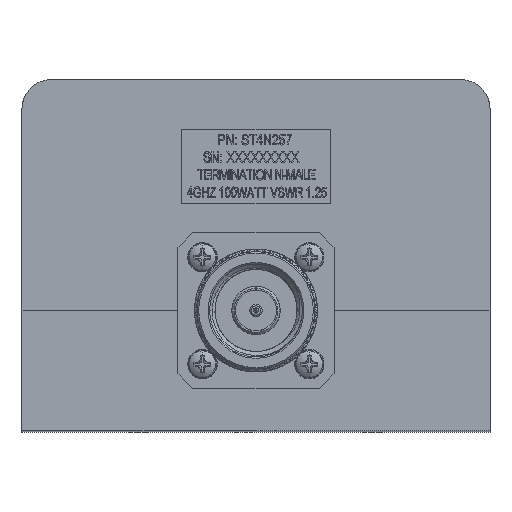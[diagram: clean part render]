
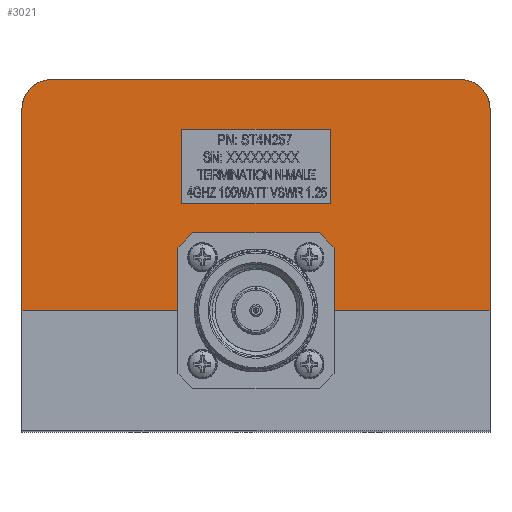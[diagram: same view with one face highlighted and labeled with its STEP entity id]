
A CAD part, top view. The second image highlights one B-rep face of the part: STEP entity #3021.
In plain terms, the highlighted planar face has unit normal (0, 0, 1).
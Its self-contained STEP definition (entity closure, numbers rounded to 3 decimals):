
#3021 = ADVANCED_FACE ( 'NONE', ( #105760, #21076 ), #155374, .F. ) ;
#3530 = CARTESIAN_POINT ( 'NONE',  ( -40., 34.5, -6.462 ) ) ;
#7188 = VERTEX_POINT ( 'NONE', #113651 ) ;
#7888 = VERTEX_POINT ( 'NONE', #99880 ) ;
#9654 = ORIENTED_EDGE ( 'NONE', *, *, #16487, .F. ) ;
#9874 = VECTOR ( 'NONE', #52922, 1000. ) ;
#10758 = EDGE_CURVE ( 'NONE', #132676, #86047, #92287, .T. ) ;
#13594 = ORIENTED_EDGE ( 'NONE', *, *, #30267, .F. ) ;
#14035 = ORIENTED_EDGE ( 'NONE', *, *, #40235, .F. ) ;
#14748 = EDGE_CURVE ( 'NONE', #18281, #28580, #48857, .T. ) ;
#16487 = EDGE_CURVE ( 'NONE', #86047, #7888, #113977, .T. ) ;
#16657 = DIRECTION ( 'NONE',  ( 0., 0., 1. ) ) ;
#16676 = CARTESIAN_POINT ( 'NONE',  ( 12.7, 31.035, -6.462 ) ) ;
#18198 = CARTESIAN_POINT ( 'NONE',  ( 10.795, 13.335, -6.462 ) ) ;
#18281 = VERTEX_POINT ( 'NONE', #117131 ) ;
#19250 = VERTEX_POINT ( 'NONE', #157747 ) ;
#19837 = AXIS2_PLACEMENT_3D ( 'NONE', #130602, #16657, #115980 ) ;
#20975 = VECTOR ( 'NONE', #124676, 1000. ) ;
#21076 = FACE_BOUND ( 'NONE', #116137, .T. ) ;
#22954 = DIRECTION ( 'NONE',  ( 0., 1., 0. ) ) ;
#24211 = VERTEX_POINT ( 'NONE', #16676 ) ;
#26083 = DIRECTION ( 'NONE',  ( -1., 0., 0. ) ) ;
#28013 = DIRECTION ( 'NONE',  ( -1., 0., 0. ) ) ;
#28580 = VERTEX_POINT ( 'NONE', #3530 ) ;
#29452 = EDGE_CURVE ( 'NONE', #19250, #80372, #53960, .T. ) ;
#30267 = EDGE_CURVE ( 'NONE', #129186, #42851, #109407, .T. ) ;
#30880 = DIRECTION ( 'NONE',  ( 1., 0., 0. ) ) ;
#33789 = CARTESIAN_POINT ( 'NONE',  ( 40., 39.5, -6.462 ) ) ;
#36414 = VECTOR ( 'NONE', #37747, 1000. ) ;
#37011 = EDGE_LOOP ( 'NONE', ( #53895, #114798, #140759, #93214, #59057, #72604, #9654, #57514, #14035, #141230, #79527, #143970 ) ) ;
#37747 = DIRECTION ( 'NONE',  ( 1., 0., 0. ) ) ;
#40084 = VECTOR ( 'NONE', #26083, 1000. ) ;
#40235 = EDGE_CURVE ( 'NONE', #149912, #132676, #109249, .T. ) ;
#42329 = VECTOR ( 'NONE', #91527, 1000. ) ;
#42851 = VERTEX_POINT ( 'NONE', #69534 ) ;
#43416 = VERTEX_POINT ( 'NONE', #141251 ) ;
#43947 = DIRECTION ( 'NONE',  ( -1., 0., 0. ) ) ;
#48857 = CIRCLE ( 'NONE', #66929, 5. ) ;
#49993 = EDGE_CURVE ( 'NONE', #7188, #80372, #155356, .T. ) ;
#50413 = LINE ( 'NONE', #64194, #78095 ) ;
#52781 = CARTESIAN_POINT ( 'NONE',  ( 40., 0., -6.462 ) ) ;
#52922 = DIRECTION ( 'NONE',  ( -1., 0., 0. ) ) ;
#53895 = ORIENTED_EDGE ( 'NONE', *, *, #89686, .F. ) ;
#53960 = LINE ( 'NONE', #59541, #122362 ) ;
#54973 = CARTESIAN_POINT ( 'NONE',  ( -13.335, 0., -6.462 ) ) ;
#55048 = LINE ( 'NONE', #104698, #104581 ) ;
#56732 = CARTESIAN_POINT ( 'NONE',  ( 13.335, 10.795, -6.462 ) ) ;
#57514 = ORIENTED_EDGE ( 'NONE', *, *, #10758, .F. ) ;
#58117 = CARTESIAN_POINT ( 'NONE',  ( 13.335, 0., -6.462 ) ) ;
#58171 = LINE ( 'NONE', #33789, #140338 ) ;
#58653 = EDGE_CURVE ( 'NONE', #24211, #61647, #87949, .T. ) ;
#59057 = ORIENTED_EDGE ( 'NONE', *, *, #29452, .F. ) ;
#59541 = CARTESIAN_POINT ( 'NONE',  ( -13.335, 10.795, -6.462 ) ) ;
#61647 = VERTEX_POINT ( 'NONE', #116897 ) ;
#63051 = CARTESIAN_POINT ( 'NONE',  ( -12.7, 18.335, -6.462 ) ) ;
#64194 = CARTESIAN_POINT ( 'NONE',  ( -40., 39.5, -6.462 ) ) ;
#66288 = CARTESIAN_POINT ( 'NONE',  ( 40., 39.5, -6.462 ) ) ;
#66929 = AXIS2_PLACEMENT_3D ( 'NONE', #89867, #139542, #28013 ) ;
#67557 = CARTESIAN_POINT ( 'NONE',  ( 12.7, 31.035, -6.462 ) ) ;
#68949 = EDGE_CURVE ( 'NONE', #43416, #148504, #160193, .T. ) ;
#69534 = CARTESIAN_POINT ( 'NONE',  ( 12.7, 18.335, -6.462 ) ) ;
#72604 = ORIENTED_EDGE ( 'NONE', *, *, #141463, .F. ) ;
#77490 = EDGE_CURVE ( 'NONE', #149912, #158817, #120899, .T. ) ;
#78050 = ORIENTED_EDGE ( 'NONE', *, *, #123303, .F. ) ;
#78095 = VECTOR ( 'NONE', #112270, 1000. ) ;
#78266 = CARTESIAN_POINT ( 'NONE',  ( 10.795, 13.335, -6.462 ) ) ;
#79527 = ORIENTED_EDGE ( 'NONE', *, *, #148253, .F. ) ;
#80372 = VERTEX_POINT ( 'NONE', #54973 ) ;
#86047 = VERTEX_POINT ( 'NONE', #78266 ) ;
#87181 = AXIS2_PLACEMENT_3D ( 'NONE', #157782, #143211, #43947 ) ;
#87949 = LINE ( 'NONE', #137636, #40084 ) ;
#89686 = EDGE_CURVE ( 'NONE', #18281, #148504, #58171, .T. ) ;
#89867 = CARTESIAN_POINT ( 'NONE',  ( -35., 34.5, -6.462 ) ) ;
#90254 = VECTOR ( 'NONE', #110329, 1000. ) ;
#90845 = ORIENTED_EDGE ( 'NONE', *, *, #58653, .F. ) ;
#91527 = DIRECTION ( 'NONE',  ( 0., -1., 0. ) ) ;
#92287 = LINE ( 'NONE', #18198, #110770 ) ;
#92990 = DIRECTION ( 'NONE',  ( 0., -1., 0. ) ) ;
#93214 = ORIENTED_EDGE ( 'NONE', *, *, #49993, .T. ) ;
#93229 = DIRECTION ( 'NONE',  ( 1., 0., 0. ) ) ;
#94215 = EDGE_CURVE ( 'NONE', #61647, #129186, #114853, .T. ) ;
#99880 = CARTESIAN_POINT ( 'NONE',  ( -10.795, 13.335, -6.462 ) ) ;
#101352 = LINE ( 'NONE', #66288, #42329 ) ;
#103433 = CARTESIAN_POINT ( 'NONE',  ( -12.7, 31.035, -6.462 ) ) ;
#104581 = VECTOR ( 'NONE', #154311, 1000. ) ;
#104698 = CARTESIAN_POINT ( 'NONE',  ( -10.795, 13.335, -6.462 ) ) ;
#105760 = FACE_OUTER_BOUND ( 'NONE', #37011, .T. ) ;
#108159 = CARTESIAN_POINT ( 'NONE',  ( 0., 0., -6.462 ) ) ;
#109249 = LINE ( 'NONE', #134477, #109708 ) ;
#109407 = LINE ( 'NONE', #159003, #36414 ) ;
#109708 = VECTOR ( 'NONE', #22954, 1000. ) ;
#110329 = DIRECTION ( 'NONE',  ( 1., 0., 0. ) ) ;
#110770 = VECTOR ( 'NONE', #151714, 1000. ) ;
#112270 = DIRECTION ( 'NONE',  ( 0., 1., 0. ) ) ;
#113651 = CARTESIAN_POINT ( 'NONE',  ( -40., 0., -6.462 ) ) ;
#113977 = LINE ( 'NONE', #138417, #9874 ) ;
#114798 = ORIENTED_EDGE ( 'NONE', *, *, #14748, .T. ) ;
#114853 = LINE ( 'NONE', #103433, #20975 ) ;
#115980 = DIRECTION ( 'NONE',  ( -1., 0., 0. ) ) ;
#116137 = EDGE_LOOP ( 'NONE', ( #130803, #90845, #78050, #13594 ) ) ;
#116897 = CARTESIAN_POINT ( 'NONE',  ( -12.7, 31.035, -6.462 ) ) ;
#117131 = CARTESIAN_POINT ( 'NONE',  ( -35., 39.5, -6.462 ) ) ;
#117216 = LINE ( 'NONE', #67557, #124388 ) ;
#120899 = LINE ( 'NONE', #123352, #90254 ) ;
#122362 = VECTOR ( 'NONE', #92990, 1000. ) ;
#123303 = EDGE_CURVE ( 'NONE', #42851, #24211, #117216, .T. ) ;
#123352 = CARTESIAN_POINT ( 'NONE',  ( 0., 0., -6.462 ) ) ;
#124388 = VECTOR ( 'NONE', #144043, 1000. ) ;
#124676 = DIRECTION ( 'NONE',  ( 0., -1., 0. ) ) ;
#129186 = VERTEX_POINT ( 'NONE', #63051 ) ;
#130602 = CARTESIAN_POINT ( 'NONE',  ( 35., 34.5, -6.462 ) ) ;
#130803 = ORIENTED_EDGE ( 'NONE', *, *, #94215, .F. ) ;
#132676 = VERTEX_POINT ( 'NONE', #56732 ) ;
#133960 = EDGE_CURVE ( 'NONE', #7188, #28580, #50413, .T. ) ;
#134477 = CARTESIAN_POINT ( 'NONE',  ( 13.335, 10.795, -6.462 ) ) ;
#137636 = CARTESIAN_POINT ( 'NONE',  ( -12.7, 31.035, -6.462 ) ) ;
#138417 = CARTESIAN_POINT ( 'NONE',  ( -10.795, 13.335, -6.462 ) ) ;
#139385 = CARTESIAN_POINT ( 'NONE',  ( 35., 39.5, -6.462 ) ) ;
#139542 = DIRECTION ( 'NONE',  ( 0., 0., 1. ) ) ;
#140338 = VECTOR ( 'NONE', #93229, 1000. ) ;
#140759 = ORIENTED_EDGE ( 'NONE', *, *, #133960, .F. ) ;
#141230 = ORIENTED_EDGE ( 'NONE', *, *, #77490, .T. ) ;
#141251 = CARTESIAN_POINT ( 'NONE',  ( 40., 34.5, -6.462 ) ) ;
#141463 = EDGE_CURVE ( 'NONE', #7888, #19250, #55048, .T. ) ;
#143211 = DIRECTION ( 'NONE',  ( 0., 0., -1. ) ) ;
#143970 = ORIENTED_EDGE ( 'NONE', *, *, #68949, .T. ) ;
#144043 = DIRECTION ( 'NONE',  ( 0., 1., 0. ) ) ;
#148253 = EDGE_CURVE ( 'NONE', #43416, #158817, #101352, .T. ) ;
#148504 = VERTEX_POINT ( 'NONE', #139385 ) ;
#149912 = VERTEX_POINT ( 'NONE', #58117 ) ;
#151714 = DIRECTION ( 'NONE',  ( -0.707, 0.707, 0. ) ) ;
#154311 = DIRECTION ( 'NONE',  ( -0.707, -0.707, 0. ) ) ;
#155356 = LINE ( 'NONE', #108159, #161040 ) ;
#155374 = PLANE ( 'NONE',  #87181 ) ;
#157747 = CARTESIAN_POINT ( 'NONE',  ( -13.335, 10.795, -6.462 ) ) ;
#157782 = CARTESIAN_POINT ( 'NONE',  ( 0., 0., -6.462 ) ) ;
#158817 = VERTEX_POINT ( 'NONE', #52781 ) ;
#159003 = CARTESIAN_POINT ( 'NONE',  ( -12.7, 18.335, -6.462 ) ) ;
#160193 = CIRCLE ( 'NONE', #19837, 5. ) ;
#161040 = VECTOR ( 'NONE', #30880, 1000. ) ;
